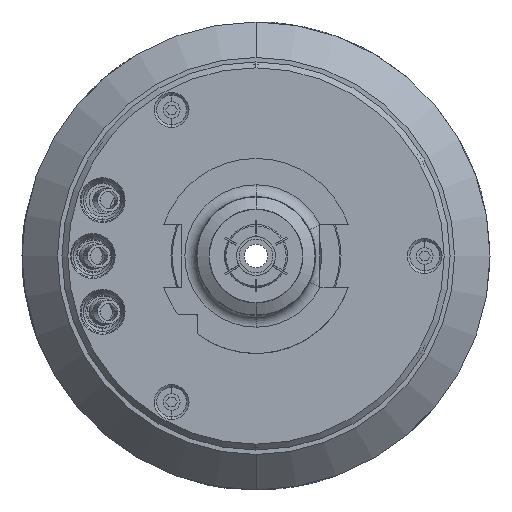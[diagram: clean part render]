
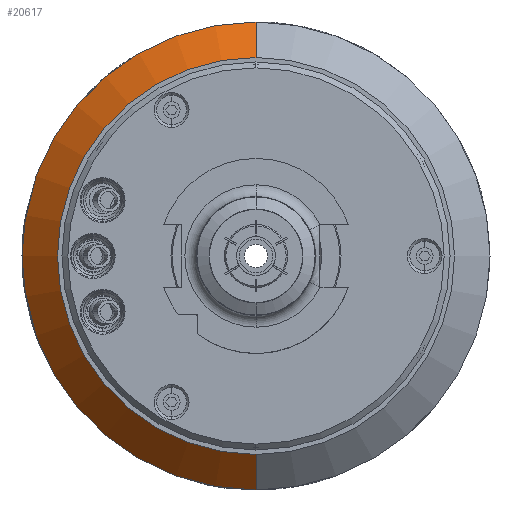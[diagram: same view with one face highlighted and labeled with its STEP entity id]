
A CAD part, left-side view. The second image highlights one B-rep face of the part: STEP entity #20617.
In plain terms, the highlighted conical face has half-angle 45 degrees and reference radius 60 mm.
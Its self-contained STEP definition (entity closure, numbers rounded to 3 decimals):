
#49 = DIRECTION ( 'NONE',  ( 0., 0., 1. ) ) ;
#389 = DIRECTION ( 'NONE',  ( -1., 0., 0. ) ) ;
#393 = CARTESIAN_POINT ( 'NONE',  ( -262.4, 0., 0. ) ) ;
#399 = DIRECTION ( 'NONE',  ( 0., 0., 1. ) ) ;
#402 = DIRECTION ( 'NONE',  ( -1., 0., 0. ) ) ;
#404 = CARTESIAN_POINT ( 'NONE',  ( -271.5, 0., 0. ) ) ;
#407 = DIRECTION ( 'NONE',  ( 0.707, 0., -0.707 ) ) ;
#409 = CARTESIAN_POINT ( 'NONE',  ( -262.4, 0., -60. ) ) ;
#442 = DIRECTION ( 'NONE',  ( 0.707, 0., 0.707 ) ) ;
#444 = CARTESIAN_POINT ( 'NONE',  ( -262.4, 0., 60. ) ) ;
#2562 = LINE ( 'NONE', #409, #2904 ) ;
#2573 = CIRCLE ( 'NONE', #18581, 50.9 ) ;
#2582 = CIRCLE ( 'NONE', #18564, 60. ) ;
#2584 = LINE ( 'NONE', #444, #2585 ) ;
#2585 = VECTOR ( 'NONE', #442, 1000. ) ;
#2904 = VECTOR ( 'NONE', #407, 1000. ) ;
#7579 = CARTESIAN_POINT ( 'NONE',  ( -262.4, 0., 0. ) ) ;
#7581 = DIRECTION ( 'NONE',  ( 1., 0., 0. ) ) ;
#7584 = DIRECTION ( 'NONE',  ( 0., 0., -1. ) ) ;
#8419 = ORIENTED_EDGE ( 'NONE', *, *, #22930, .F. ) ;
#8420 = ORIENTED_EDGE ( 'NONE', *, *, #22929, .T. ) ;
#8421 = ORIENTED_EDGE ( 'NONE', *, *, #22931, .T. ) ;
#8422 = ORIENTED_EDGE ( 'NONE', *, *, #22932, .F. ) ;
#9990 = VERTEX_POINT ( 'NONE', #19647 ) ;
#9992 = VERTEX_POINT ( 'NONE', #19998 ) ;
#10089 = VERTEX_POINT ( 'NONE', #15758 ) ;
#10344 = VERTEX_POINT ( 'NONE', #15451 ) ;
#11840 = CONICAL_SURFACE ( 'NONE', #18168, 60., 0.785 ) ;
#11849 = FACE_OUTER_BOUND ( 'NONE', #14403, .T. ) ;
#14403 = EDGE_LOOP ( 'NONE', ( #8419, #8420, #8421, #8422 ) ) ;
#15451 = CARTESIAN_POINT ( 'NONE',  ( -271.5, 0., -50.9 ) ) ;
#15758 = CARTESIAN_POINT ( 'NONE',  ( -271.5, 0., 50.9 ) ) ;
#18168 = AXIS2_PLACEMENT_3D ( 'NONE', #7579, #7581, #7584 ) ;
#18564 = AXIS2_PLACEMENT_3D ( 'NONE', #393, #389, #49 ) ;
#18581 = AXIS2_PLACEMENT_3D ( 'NONE', #404, #402, #399 ) ;
#19647 = CARTESIAN_POINT ( 'NONE',  ( -262.4, 0., 60. ) ) ;
#19998 = CARTESIAN_POINT ( 'NONE',  ( -262.4, 0., -60. ) ) ;
#20617 = ADVANCED_FACE ( 'NONE', ( #11849 ), #11840, .T. ) ;
#22929 = EDGE_CURVE ( 'NONE', #10089, #9990, #2584, .T. ) ;
#22930 = EDGE_CURVE ( 'NONE', #10089, #10344, #2573, .T. ) ;
#22931 = EDGE_CURVE ( 'NONE', #9990, #9992, #2582, .T. ) ;
#22932 = EDGE_CURVE ( 'NONE', #10344, #9992, #2562, .T. ) ;
